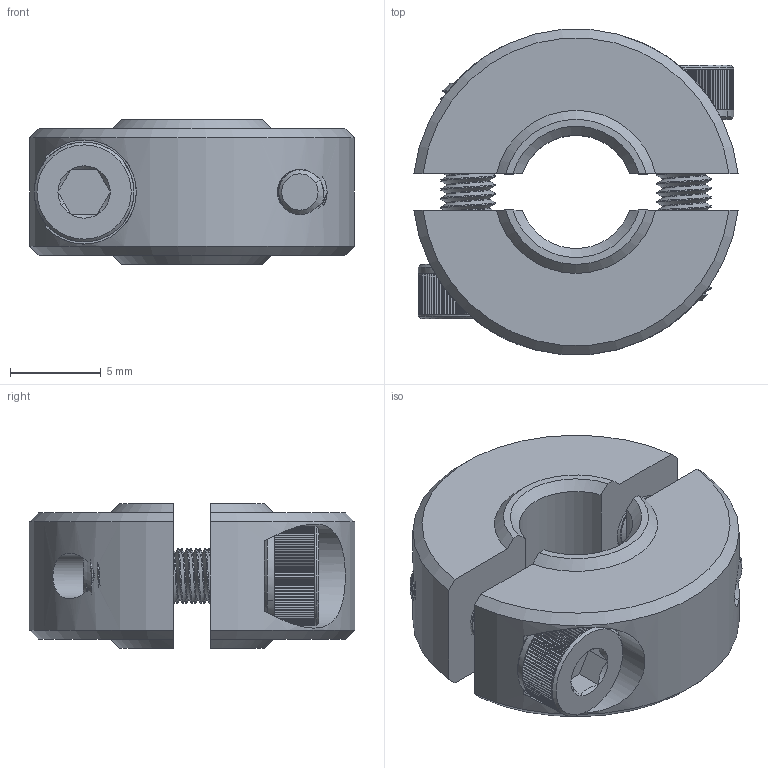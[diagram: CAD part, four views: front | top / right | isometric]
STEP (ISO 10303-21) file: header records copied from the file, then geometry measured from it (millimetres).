
FILE_DESCRIPTION (( 'STEP AP203' ), '1' );
FILE_NAME ('am-1650 6mm Round 2 Part Thin Collar Clamp.STEP', '2022-06-07T18:43:23', ( '' ), ( '' ), 'SwSTEP 2.0', 'SolidWorks 2021', '' );
FILE_SCHEMA (( 'CONFIG_CONTROL_DESIGN' ));
Length unit declared in the file: inch
Products named in the file (3): am-1650 6mm Round 2 Part Thin Collar Clamp; 91290A115_Alloy Steel Socket Head Screw_91290A115; 6mm Round Collar Clamp Body (2 Part)
Assembly tree (4 placements, depth 2):
  am-1650 6mm Round 2 Part Thin Collar Clamp
    6mm Round Collar Clamp Body (2 Part)  x2
    91290A115_Alloy Steel Socket Head Screw_91290A115  x2
Bounding box: 17.89 x 17.93 x 8 mm (x, y, z)
Volume: 1397.4 mm3; surface area: 1721.2 mm2
Topology: 4 solids, 4 shells, 952 faces, 2214 edges, 1464 vertices
Faces by surface type: plane 802, cylinder 96, cone 48, bspline 6
Entity records: 16410 total; most frequent: CARTESIAN_POINT 5209, ORIENTED_EDGE 2214, DIRECTION 2188, EDGE_CURVE 1107, VECTOR 754, LINE 754, VERTEX_POINT 732, AXIS2_PLACEMENT_3D 717
